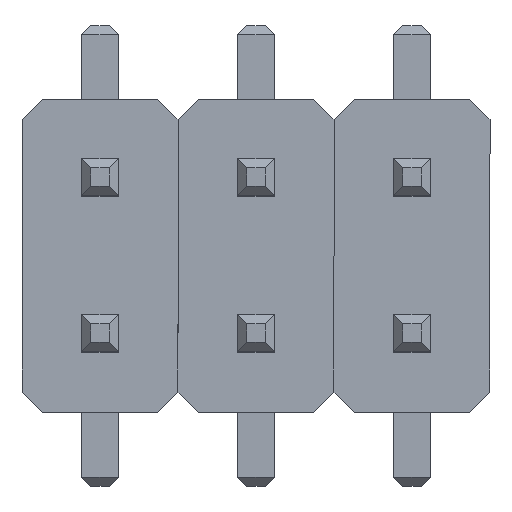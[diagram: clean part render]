
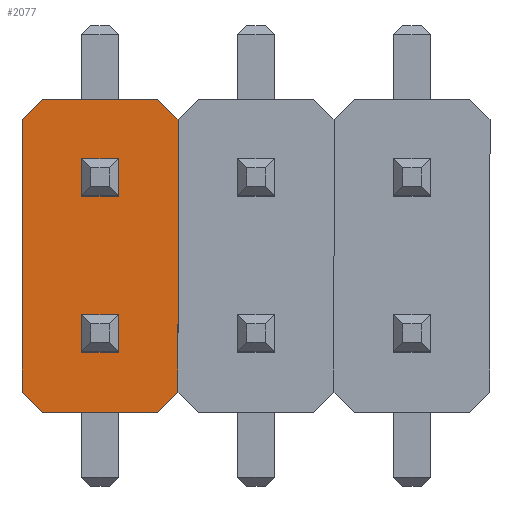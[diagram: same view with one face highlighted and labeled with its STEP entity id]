
A CAD part, top view. The second image highlights one B-rep face of the part: STEP entity #2077.
In plain terms, the highlighted planar face has unit normal (0, 0, 1).
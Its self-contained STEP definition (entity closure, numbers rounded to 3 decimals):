
#1406=CARTESIAN_POINT('',(-0.737,-2.22,-1.006));
#1407=VERTEX_POINT('',#1406);
#1414=CARTESIAN_POINT('',(-0.737,2.22,-1.006));
#1415=VERTEX_POINT('',#1414);
#1416=CARTESIAN_POINT('',(-0.737,-2.22,-1.006));
#1417=DIRECTION('',(0.0,1.0,0.0));
#1418=VECTOR('',#1417,4.44);
#1419=LINE('',#1416,#1418);
#1420=EDGE_CURVE('',#1407,#1415,#1419,.T.);
#1625=CARTESIAN_POINT('',(0.233,-1.57,-1.006));
#1626=VERTEX_POINT('',#1625);
#1633=CARTESIAN_POINT('',(0.833,-1.57,-1.006));
#1634=VERTEX_POINT('',#1633);
#1635=CARTESIAN_POINT('',(0.833,-1.57,-1.006));
#1636=DIRECTION('',(-1.0,0.0,0.0));
#1637=VECTOR('',#1636,0.6);
#1638=LINE('',#1635,#1637);
#1639=EDGE_CURVE('',#1634,#1626,#1638,.T.);
#1656=CARTESIAN_POINT('',(0.233,-0.97,-1.006));
#1657=VERTEX_POINT('',#1656);
#1664=CARTESIAN_POINT('',(0.233,-1.57,-1.006));
#1665=DIRECTION('',(0.0,1.0,0.0));
#1666=VECTOR('',#1665,0.6);
#1667=LINE('',#1664,#1666);
#1668=EDGE_CURVE('',#1626,#1657,#1667,.T.);
#1680=CARTESIAN_POINT('',(0.233,0.97,-1.006));
#1681=VERTEX_POINT('',#1680);
#1688=CARTESIAN_POINT('',(0.833,0.97,-1.006));
#1689=VERTEX_POINT('',#1688);
#1690=CARTESIAN_POINT('',(0.833,0.97,-1.006));
#1691=DIRECTION('',(-1.0,0.0,0.0));
#1692=VECTOR('',#1691,0.6);
#1693=LINE('',#1690,#1692);
#1694=EDGE_CURVE('',#1689,#1681,#1693,.T.);
#1711=CARTESIAN_POINT('',(0.233,1.57,-1.006));
#1712=VERTEX_POINT('',#1711);
#1719=CARTESIAN_POINT('',(0.233,0.97,-1.006));
#1720=DIRECTION('',(0.0,1.0,0.0));
#1721=VECTOR('',#1720,0.6);
#1722=LINE('',#1719,#1721);
#1723=EDGE_CURVE('',#1681,#1712,#1722,.T.);
#1863=CARTESIAN_POINT('',(0.833,1.57,-1.006));
#1864=VERTEX_POINT('',#1863);
#1871=CARTESIAN_POINT('',(0.233,1.57,-1.006));
#1872=DIRECTION('',(1.0,0.0,0.0));
#1873=VECTOR('',#1872,0.6);
#1874=LINE('',#1871,#1873);
#1875=EDGE_CURVE('',#1712,#1864,#1874,.T.);
#1888=CARTESIAN_POINT('',(0.833,1.57,-1.006));
#1889=DIRECTION('',(0.0,-1.0,0.0));
#1890=VECTOR('',#1889,0.6);
#1891=LINE('',#1888,#1890);
#1892=EDGE_CURVE('',#1864,#1689,#1891,.T.);
#1904=CARTESIAN_POINT('',(0.833,-0.97,-1.006));
#1905=VERTEX_POINT('',#1904);
#1912=CARTESIAN_POINT('',(0.233,-0.97,-1.006));
#1913=DIRECTION('',(1.0,0.0,0.0));
#1914=VECTOR('',#1913,0.6);
#1915=LINE('',#1912,#1914);
#1916=EDGE_CURVE('',#1657,#1905,#1915,.T.);
#1929=CARTESIAN_POINT('',(0.833,-0.97,-1.006));
#1930=DIRECTION('',(0.0,-1.0,0.0));
#1931=VECTOR('',#1930,0.6);
#1932=LINE('',#1929,#1931);
#1933=EDGE_CURVE('',#1905,#1634,#1932,.T.);
#1946=CARTESIAN_POINT('',(-0.407,2.55,-1.006));
#1947=VERTEX_POINT('',#1946);
#1948=CARTESIAN_POINT('',(-0.737,2.22,-1.006));
#1949=DIRECTION('',(0.707,0.707,0.0));
#1950=VECTOR('',#1949,0.467);
#1951=LINE('',#1948,#1950);
#1952=EDGE_CURVE('',#1415,#1947,#1951,.T.);
#1969=CARTESIAN_POINT('',(1.473,2.55,-1.006));
#1970=VERTEX_POINT('',#1969);
#1977=CARTESIAN_POINT('',(1.803,2.22,-1.006));
#1978=VERTEX_POINT('',#1977);
#1979=CARTESIAN_POINT('',(1.473,2.55,-1.006));
#1980=DIRECTION('',(0.707,-0.707,0.0));
#1981=VECTOR('',#1980,0.467);
#1982=LINE('',#1979,#1981);
#1983=EDGE_CURVE('',#1970,#1978,#1982,.T.);
#2004=CARTESIAN_POINT('',(1.803,-2.22,-1.006));
#2005=VERTEX_POINT('',#2004);
#2006=CARTESIAN_POINT('',(1.803,2.22,-1.006));
#2007=DIRECTION('',(0.0,-1.0,0.0));
#2008=VECTOR('',#2007,4.44);
#2009=LINE('',#2006,#2008);
#2010=EDGE_CURVE('',#1978,#2005,#2009,.T.);
#2026=CARTESIAN_POINT('',(0.527,-0.022,-1.006));
#2027=DIRECTION('',(0.0,0.0,1.0));
#2028=DIRECTION('',(1.0,0.0,0.0));
#2029=AXIS2_PLACEMENT_3D('',#2026,#2027,#2028);
#2030=PLANE('',#2029);
#2031=ORIENTED_EDGE('',*,*,#1952,.F.);
#2032=ORIENTED_EDGE('',*,*,#1420,.F.);
#2033=CARTESIAN_POINT('',(-0.407,-2.55,-1.006));
#2034=VERTEX_POINT('',#2033);
#2035=CARTESIAN_POINT('',(-0.407,-2.55,-1.006));
#2036=DIRECTION('',(-0.707,0.707,0.0));
#2037=VECTOR('',#2036,0.467);
#2038=LINE('',#2035,#2037);
#2039=EDGE_CURVE('',#2034,#1407,#2038,.T.);
#2040=ORIENTED_EDGE('',*,*,#2039,.F.);
#2041=CARTESIAN_POINT('',(1.473,-2.55,-1.006));
#2042=VERTEX_POINT('',#2041);
#2043=CARTESIAN_POINT('',(-0.407,-2.55,-1.006));
#2044=DIRECTION('',(1.0,0.0,0.0));
#2045=VECTOR('',#2044,1.88);
#2046=LINE('',#2043,#2045);
#2047=EDGE_CURVE('',#2034,#2042,#2046,.T.);
#2048=ORIENTED_EDGE('',*,*,#2047,.T.);
#2049=CARTESIAN_POINT('',(1.803,-2.22,-1.006));
#2050=DIRECTION('',(-0.707,-0.707,0.0));
#2051=VECTOR('',#2050,0.467);
#2052=LINE('',#2049,#2051);
#2053=EDGE_CURVE('',#2005,#2042,#2052,.T.);
#2054=ORIENTED_EDGE('',*,*,#2053,.F.);
#2055=ORIENTED_EDGE('',*,*,#2010,.F.);
#2056=ORIENTED_EDGE('',*,*,#1983,.F.);
#2057=CARTESIAN_POINT('',(-0.407,2.55,-1.006));
#2058=DIRECTION('',(1.0,0.0,0.0));
#2059=VECTOR('',#2058,1.88);
#2060=LINE('',#2057,#2059);
#2061=EDGE_CURVE('',#1947,#1970,#2060,.T.);
#2062=ORIENTED_EDGE('',*,*,#2061,.F.);
#2063=EDGE_LOOP('',(#2031,#2032,#2040,#2048,#2054,#2055,#2056,#2062));
#2064=FACE_OUTER_BOUND('',#2063,.T.);
#2065=ORIENTED_EDGE('',*,*,#1875,.T.);
#2066=ORIENTED_EDGE('',*,*,#1892,.T.);
#2067=ORIENTED_EDGE('',*,*,#1694,.T.);
#2068=ORIENTED_EDGE('',*,*,#1723,.T.);
#2069=EDGE_LOOP('',(#2065,#2066,#2067,#2068));
#2070=FACE_BOUND('',#2069,.T.);
#2071=ORIENTED_EDGE('',*,*,#1916,.T.);
#2072=ORIENTED_EDGE('',*,*,#1933,.T.);
#2073=ORIENTED_EDGE('',*,*,#1639,.T.);
#2074=ORIENTED_EDGE('',*,*,#1668,.T.);
#2075=EDGE_LOOP('',(#2071,#2072,#2073,#2074));
#2076=FACE_BOUND('',#2075,.T.);
#2077=ADVANCED_FACE('',(#2064,#2070,#2076),#2030,.T.);
